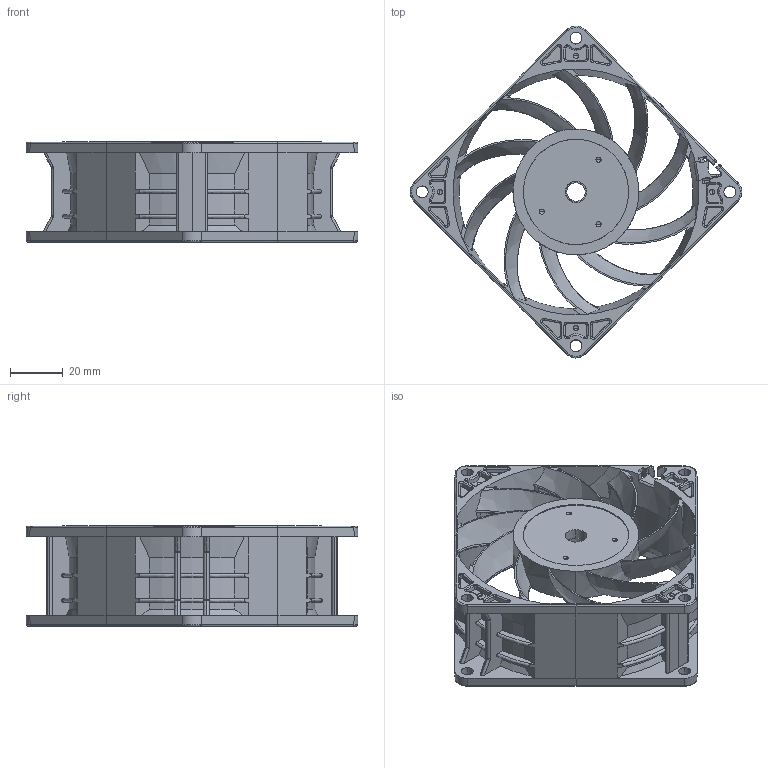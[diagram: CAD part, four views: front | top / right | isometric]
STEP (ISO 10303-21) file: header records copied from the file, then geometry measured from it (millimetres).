
FILE_DESCRIPTION (( 'STEP AP203' ), '1' );
FILE_NAME ('OD9238_m0_frame.stp', '2022-04-18T18:40:58', ( '' ), ( '' ), 'SwSTEP 2.0', 'SolidWorks 2018', '' );
FILE_SCHEMA (( 'CONFIG_CONTROL_DESIGN' ));
Products named in the file (1): OD9238_m0_frame
Bounding box: 126.06 x 126.07 x 38.12 mm (x, y, z)
Volume: 46831.3 mm3; surface area: 50186.5 mm2
Topology: 1 solids, 1 shells, 913 faces, 2448 edges, 1546 vertices
Faces by surface type: bspline 913
Entity records: 50911 total; most frequent: CARTESIAN_POINT 37135, ORIENTED_EDGE 4864, EDGE_CURVE 2432, B_SPLINE_CURVE_WITH_KNOTS 1566, VERTEX_POINT 1546, EDGE_LOOP 980, ADVANCED_FACE 913, FACE_OUTER_BOUND 913
